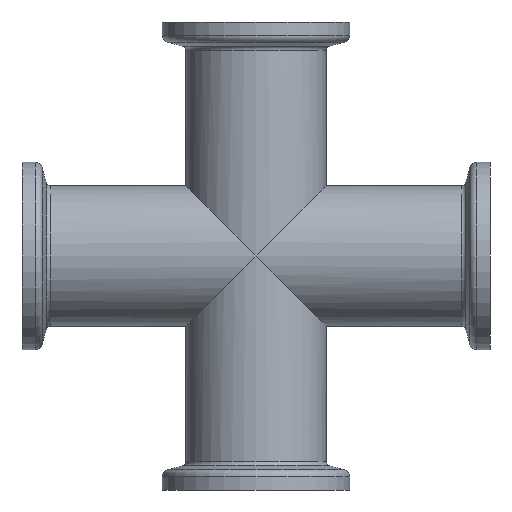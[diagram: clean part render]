
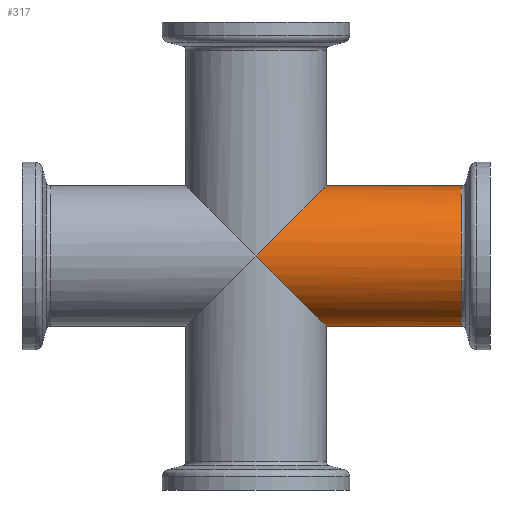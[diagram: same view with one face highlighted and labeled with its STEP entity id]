
A CAD part, front view. The second image highlights one B-rep face of the part: STEP entity #317.
In plain terms, the highlighted cylindrical face has radius 15 mm (diameter 30 mm), a full revolution.
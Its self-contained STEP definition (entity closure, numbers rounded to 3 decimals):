
#37=CIRCLE('',#362,15.);
#63=ORIENTED_EDGE('',*,*,#127,.T.);
#64=ORIENTED_EDGE('',*,*,#128,.F.);
#65=ORIENTED_EDGE('',*,*,#129,.F.);
#127=EDGE_CURVE('',#159,#159,#37,.T.);
#128=EDGE_CURVE('',#160,#161,#186,.T.);
#129=EDGE_CURVE('',#161,#160,#187,.T.);
#159=VERTEX_POINT('',#549);
#160=VERTEX_POINT('',#551);
#161=VERTEX_POINT('',#552);
#186=ELLIPSE('',#363,21.213,15.);
#187=ELLIPSE('',#364,21.213,15.);
#194=EDGE_LOOP('',(#63));
#195=EDGE_LOOP('',(#64,#65));
#250=FACE_BOUND('',#194,.T.);
#251=FACE_BOUND('',#195,.T.);
#305=CYLINDRICAL_SURFACE('',#361,15.);
#317=ADVANCED_FACE('',(#250,#251),#305,.T.);
#361=AXIS2_PLACEMENT_3D('',#547,#427,#428);
#362=AXIS2_PLACEMENT_3D('',#548,#429,#430);
#363=AXIS2_PLACEMENT_3D('',#550,#431,#432);
#364=AXIS2_PLACEMENT_3D('',#553,#433,#434);
#427=DIRECTION('',(-1.,0.,0.));
#428=DIRECTION('',(0.,0.,1.));
#429=DIRECTION('',(-1.,0.,0.));
#430=DIRECTION('',(0.,0.,1.));
#431=DIRECTION('',(-0.707,0.,-0.707));
#432=DIRECTION('',(-0.707,0.,0.707));
#433=DIRECTION('',(-0.707,0.,0.707));
#434=DIRECTION('',(-0.707,0.,-0.707));
#547=CARTESIAN_POINT('',(0.,0.,0.));
#548=CARTESIAN_POINT('',(43.893,0.,0.));
#549=CARTESIAN_POINT('',(43.893,0.,15.));
#550=CARTESIAN_POINT('',(0.,0.,0.));
#551=CARTESIAN_POINT('',(0.,15.,0.));
#552=CARTESIAN_POINT('',(0.,-15.,0.));
#553=CARTESIAN_POINT('',(0.,0.,0.));
